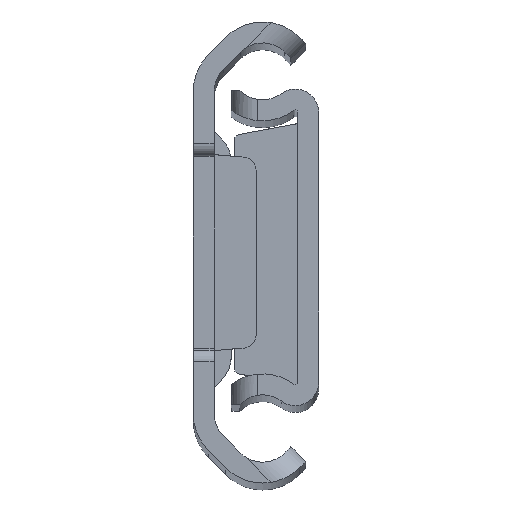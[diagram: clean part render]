
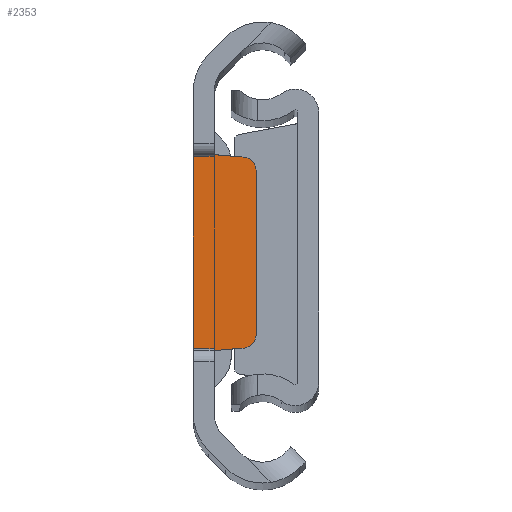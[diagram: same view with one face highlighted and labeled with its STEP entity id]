
A CAD part, top view. The second image highlights one B-rep face of the part: STEP entity #2353.
In plain terms, the highlighted planar face has unit normal (0, 0, 1).
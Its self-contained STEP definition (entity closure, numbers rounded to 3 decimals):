
#25 = AXIS2_PLACEMENT_3D ( 'NONE', #3325, #1829, #1808 ) ;
#55 = PLANE ( 'NONE',  #4476 ) ;
#222 = LINE ( 'NONE', #316, #3479 ) ;
#316 = CARTESIAN_POINT ( 'NONE',  ( 8.601, 7.5, -2.2 ) ) ;
#324 = CARTESIAN_POINT ( 'NONE',  ( 3.884, -7.307, -2.2 ) ) ;
#326 = DIRECTION ( 'NONE',  ( 0.996, 0.084, 0. ) ) ;
#329 = DIRECTION ( 'NONE',  ( 0., 1., 0. ) ) ;
#377 = CARTESIAN_POINT ( 'NONE',  ( 0., -7.5, -2.2 ) ) ;
#403 = LINE ( 'NONE', #4381, #4223 ) ;
#469 = ORIENTED_EDGE ( 'NONE', *, *, #2106, .T. ) ;
#540 = VERTEX_POINT ( 'NONE', #4438 ) ;
#738 = DIRECTION ( 'NONE',  ( -1., 0., 0. ) ) ;
#798 = VERTEX_POINT ( 'NONE', #5076 ) ;
#949 = ORIENTED_EDGE ( 'NONE', *, *, #4939, .F. ) ;
#1019 = CARTESIAN_POINT ( 'NONE',  ( 0., 7.5, -2.2 ) ) ;
#1029 = CARTESIAN_POINT ( 'NONE',  ( 3.8, 6.311, -2.2 ) ) ;
#1056 = EDGE_CURVE ( 'NONE', #2678, #540, #2111, .T. ) ;
#1218 = FACE_OUTER_BOUND ( 'NONE', #4837, .T. ) ;
#1449 = CARTESIAN_POINT ( 'NONE',  ( 8.601, -7.5, -2.2 ) ) ;
#1458 = ORIENTED_EDGE ( 'NONE', *, *, #1056, .T. ) ;
#1554 = ORIENTED_EDGE ( 'NONE', *, *, #1729, .F. ) ;
#1636 = CARTESIAN_POINT ( 'NONE',  ( 1.6, -7.5, -2.2 ) ) ;
#1639 = DIRECTION ( 'NONE',  ( 0., 0., 1. ) ) ;
#1729 = EDGE_CURVE ( 'NONE', #4513, #4077, #4598, .T. ) ;
#1736 = ORIENTED_EDGE ( 'NONE', *, *, #2554, .T. ) ;
#1808 = DIRECTION ( 'NONE',  ( 0., -1., 0. ) ) ;
#1829 = DIRECTION ( 'NONE',  ( 0., 0., 1. ) ) ;
#2106 = EDGE_CURVE ( 'NONE', #4774, #2145, #222, .T. ) ;
#2111 = CIRCLE ( 'NONE', #25, 1. ) ;
#2145 = VERTEX_POINT ( 'NONE', #1019 ) ;
#2353 = ADVANCED_FACE ( 'NONE', ( #1218 ), #55, .T. ) ;
#2554 = EDGE_CURVE ( 'NONE', #4399, #798, #2827, .T. ) ;
#2678 = VERTEX_POINT ( 'NONE', #324 ) ;
#2695 = DIRECTION ( 'NONE',  ( 0., 1., 0. ) ) ;
#2790 = CARTESIAN_POINT ( 'NONE',  ( 0., 7.5, -2.2 ) ) ;
#2800 = CARTESIAN_POINT ( 'NONE',  ( 8.601, 7.5, -2.2 ) ) ;
#2827 = CIRCLE ( 'NONE', #4884, 1. ) ;
#3009 = ORIENTED_EDGE ( 'NONE', *, *, #4333, .T. ) ;
#3015 = DIRECTION ( 'NONE',  ( -1., 0., 0. ) ) ;
#3226 = CARTESIAN_POINT ( 'NONE',  ( 4.8, 6.311, -2.2 ) ) ;
#3325 = CARTESIAN_POINT ( 'NONE',  ( 3.8, -6.311, -2.2 ) ) ;
#3479 = VECTOR ( 'NONE', #3015, 1000. ) ;
#3514 = EDGE_CURVE ( 'NONE', #540, #4399, #4650, .T. ) ;
#3637 = VECTOR ( 'NONE', #326, 1000. ) ;
#3926 = CARTESIAN_POINT ( 'NONE',  ( 4.8, 7.23, -2.2 ) ) ;
#4020 = EDGE_CURVE ( 'NONE', #4513, #2678, #4647, .T. ) ;
#4077 = VERTEX_POINT ( 'NONE', #377 ) ;
#4214 = VECTOR ( 'NONE', #2695, 1000. ) ;
#4223 = VECTOR ( 'NONE', #4307, 1000. ) ;
#4231 = DIRECTION ( 'NONE',  ( 0., -1., 0. ) ) ;
#4245 = VECTOR ( 'NONE', #738, 1000. ) ;
#4307 = DIRECTION ( 'NONE',  ( -0.996, 0.084, 0. ) ) ;
#4333 = EDGE_CURVE ( 'NONE', #798, #4774, #403, .T. ) ;
#4381 = CARTESIAN_POINT ( 'NONE',  ( 1.6, 7.5, -2.2 ) ) ;
#4399 = VERTEX_POINT ( 'NONE', #3226 ) ;
#4438 = CARTESIAN_POINT ( 'NONE',  ( 4.8, -6.311, -2.2 ) ) ;
#4476 = AXIS2_PLACEMENT_3D ( 'NONE', #2800, #1639, #4660 ) ;
#4513 = VERTEX_POINT ( 'NONE', #1636 ) ;
#4547 = CARTESIAN_POINT ( 'NONE',  ( 1.6, 7.5, -2.2 ) ) ;
#4598 = LINE ( 'NONE', #1449, #4245 ) ;
#4611 = ORIENTED_EDGE ( 'NONE', *, *, #3514, .T. ) ;
#4616 = DIRECTION ( 'NONE',  ( 0., 0., 1. ) ) ;
#4647 = LINE ( 'NONE', #4982, #3637 ) ;
#4649 = LINE ( 'NONE', #2790, #4786 ) ;
#4650 = LINE ( 'NONE', #3926, #4214 ) ;
#4660 = DIRECTION ( 'NONE',  ( 0., -1., 0. ) ) ;
#4684 = ORIENTED_EDGE ( 'NONE', *, *, #4020, .T. ) ;
#4774 = VERTEX_POINT ( 'NONE', #4547 ) ;
#4786 = VECTOR ( 'NONE', #329, 1000. ) ;
#4837 = EDGE_LOOP ( 'NONE', ( #4684, #1458, #4611, #1736, #3009, #469, #949, #1554 ) ) ;
#4884 = AXIS2_PLACEMENT_3D ( 'NONE', #1029, #4616, #4231 ) ;
#4939 = EDGE_CURVE ( 'NONE', #4077, #2145, #4649, .T. ) ;
#4982 = CARTESIAN_POINT ( 'NONE',  ( 4.8, -7.23, -2.2 ) ) ;
#5076 = CARTESIAN_POINT ( 'NONE',  ( 3.884, 7.307, -2.2 ) ) ;
